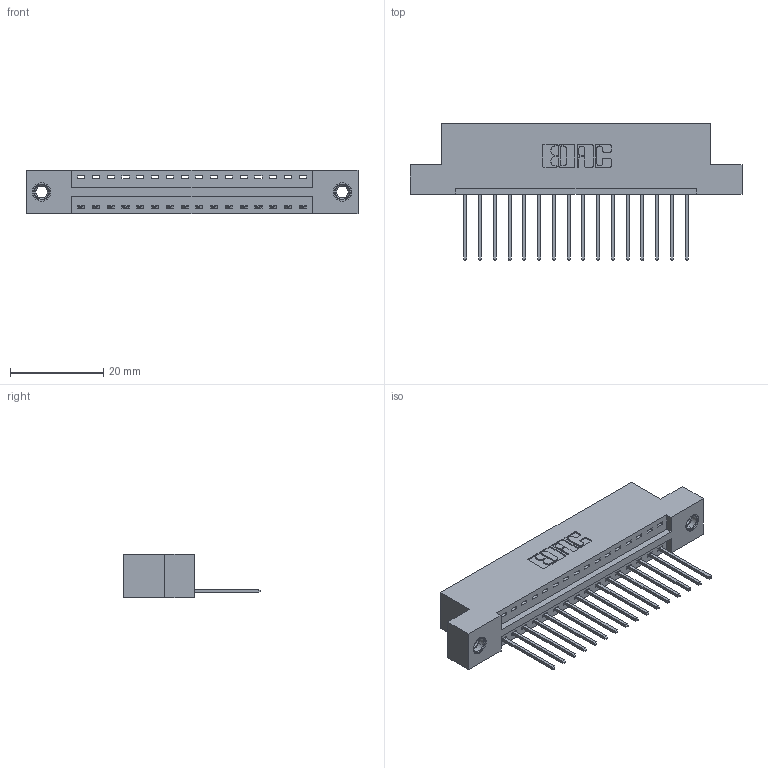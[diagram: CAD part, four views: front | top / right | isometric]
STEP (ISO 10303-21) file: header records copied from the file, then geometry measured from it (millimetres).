
FILE_DESCRIPTION (( 'STEP AP203' ), '1' );
FILE_NAME ('346-016-540-107.STEP', '2018-08-20T04:24:13', ( '' ), ( '' ), 'SwSTEP 2.0', 'SolidWorks 2016', '' );
FILE_SCHEMA (( 'CONFIG_CONTROL_DESIGN' ));
Length unit declared in the file: inch
Products named in the file (4): 345-250-001_345-250-005-103; 346-016-540-107; 346 Part_Flush Mounting Lugs - 0.156 Dia-TI; 345-292-001_345-293-140
Assembly tree (19 placements, depth 2):
  346-016-540-107
    346 Part_Flush Mounting Lugs - 0.156 Dia-TI
    345-292-001_345-293-140  x16
    345-250-001_345-250-005-103  x2
Bounding box: 71.37 x 29.46 x 9.4 mm (x, y, z)
Volume: 6661.1 mm3; surface area: 8237.8 mm2
Topology: 19 solids, 19 shells, 1110 faces, 3281 edges, 2158 vertices
Faces by surface type: plane 748, cylinder 346, cone 12, torus 4
Entity records: 14634 total; most frequent: CARTESIAN_POINT 2499, ORIENTED_EDGE 2442, DIRECTION 2263, EDGE_CURVE 1221, VECTOR 1005, LINE 1005, VERTEX_POINT 808, AXIS2_PLACEMENT_3D 629
